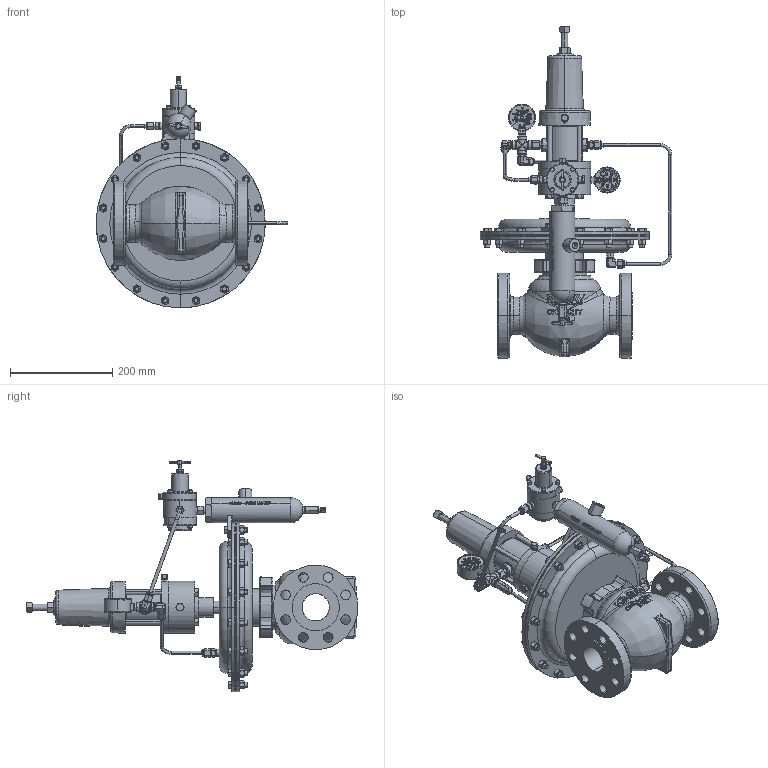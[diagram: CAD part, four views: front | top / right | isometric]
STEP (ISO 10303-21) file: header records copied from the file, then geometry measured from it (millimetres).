
FILE_DESCRIPTION (( 'STEP AP203' ), '1' );
FILE_NAME ('2 INCH 250 FGT PR S (ACE).STEP', '2014-06-10T19:34:39', ( 'PCTech' ), ( 'Microsoft' ), 'SwSTEP 2.0', 'SolidWorks 2014', '' );
FILE_SCHEMA (( 'CONFIG_CONTROL_DESIGN' ));
Products named in the file (1): 2 INCH 250 FGT PR S (ACE)
Bounding box: 374.4 x 647.99 x 452.41 mm (x, y, z)
Volume: 8826105.4 mm3; surface area: 865460.3 mm2
Topology: 2 solids, 2 shells, 6068 faces, 15563 edges, 10010 vertices
Faces by surface type: plane 3079, cylinder 1072, bspline 999, cone 698, torus 188, sphere 32
Entity records: 281468 total; most frequent: CARTESIAN_POINT 142853, ORIENTED_EDGE 31044, DIRECTION 24785, EDGE_CURVE 15522, VERTEX_POINT 10008, AXIS2_PLACEMENT_3D 8266, LINE 8253, VECTOR 8253
